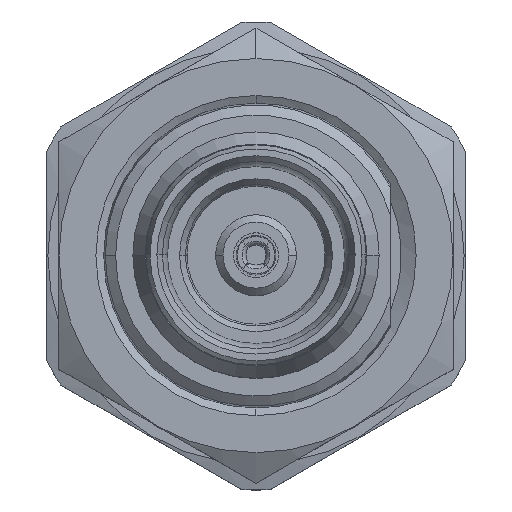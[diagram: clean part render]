
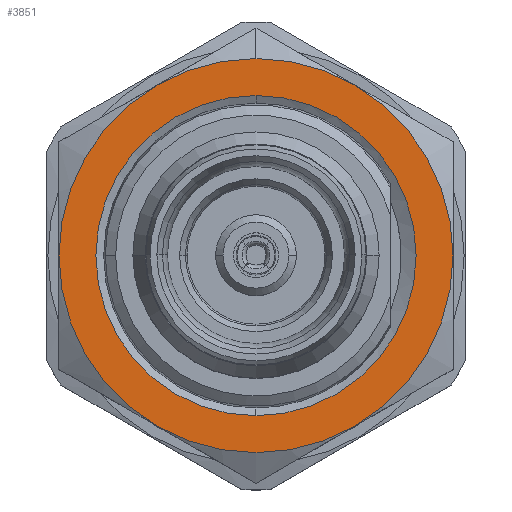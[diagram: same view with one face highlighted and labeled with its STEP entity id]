
A CAD part, top view. The second image highlights one B-rep face of the part: STEP entity #3851.
In plain terms, the highlighted planar face has unit normal (0, 0, 1).
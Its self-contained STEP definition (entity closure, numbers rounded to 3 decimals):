
#15 = AXIS2_PLACEMENT_3D ( 'NONE', #2848, #7808, #8017 ) ;
#34 = AXIS2_PLACEMENT_3D ( 'NONE', #2117, #8075, #4414 ) ;
#36 = CARTESIAN_POINT ( 'NONE',  ( 0., -6.5, -15.9 ) ) ;
#250 = DIRECTION ( 'NONE',  ( 0., -1., 0. ) ) ;
#305 = FACE_OUTER_BOUND ( 'NONE', #3570, .T. ) ;
#490 = DIRECTION ( 'NONE',  ( 0., -1., 0. ) ) ;
#931 = CARTESIAN_POINT ( 'NONE',  ( 0., 0., -15.9 ) ) ;
#1245 = VERTEX_POINT ( 'NONE', #8241 ) ;
#1319 = EDGE_CURVE ( 'NONE', #4028, #4673, #8619, .T. ) ;
#1352 = ORIENTED_EDGE ( 'NONE', *, *, #9245, .T. ) ;
#1462 = ORIENTED_EDGE ( 'NONE', *, *, #8469, .T. ) ;
#1537 = CARTESIAN_POINT ( 'NONE',  ( -4., 6.928, -15.9 ) ) ;
#1594 = AXIS2_PLACEMENT_3D ( 'NONE', #5288, #4393, #8260 ) ;
#1696 = CARTESIAN_POINT ( 'NONE',  ( 0., 0., -15.9 ) ) ;
#1790 = CIRCLE ( 'NONE', #3839, 6.5 ) ;
#1825 = CARTESIAN_POINT ( 'NONE',  ( -4., -6.928, -15.9 ) ) ;
#2117 = CARTESIAN_POINT ( 'NONE',  ( 0., 0., -15.9 ) ) ;
#2121 = VERTEX_POINT ( 'NONE', #1537 ) ;
#2299 = DIRECTION ( 'NONE',  ( 0., -1., 0. ) ) ;
#2848 = CARTESIAN_POINT ( 'NONE',  ( 0., 0., -15.9 ) ) ;
#2883 = EDGE_CURVE ( 'NONE', #5871, #1245, #8333, .T. ) ;
#2938 = CARTESIAN_POINT ( 'NONE',  ( 8., 0., -15.9 ) ) ;
#2950 = ORIENTED_EDGE ( 'NONE', *, *, #1319, .T. ) ;
#3075 = DIRECTION ( 'NONE',  ( 0., -1., 0. ) ) ;
#3368 = DIRECTION ( 'NONE',  ( 0., 0., -1. ) ) ;
#3460 = CARTESIAN_POINT ( 'NONE',  ( 4., 6.928, -15.9 ) ) ;
#3472 = EDGE_CURVE ( 'NONE', #9504, #5044, #4479, .T. ) ;
#3570 = EDGE_LOOP ( 'NONE', ( #5341, #2950, #1352, #7971, #1462, #9527, #8904 ) ) ;
#3651 = CARTESIAN_POINT ( 'NONE',  ( 0., 0., -15.9 ) ) ;
#3715 = CARTESIAN_POINT ( 'NONE',  ( 0., 6.5, -15.9 ) ) ;
#3839 = AXIS2_PLACEMENT_3D ( 'NONE', #6024, #7508, #2299 ) ;
#3851 = ADVANCED_FACE ( 'NONE', ( #4743, #305 ), #7697, .F. ) ;
#3947 = DIRECTION ( 'NONE',  ( 0., -1., 0. ) ) ;
#4028 = VERTEX_POINT ( 'NONE', #2938 ) ;
#4053 = DIRECTION ( 'NONE',  ( 0., 1., 0. ) ) ;
#4203 = EDGE_CURVE ( 'NONE', #5196, #5871, #9560, .T. ) ;
#4271 = CIRCLE ( 'NONE', #34, 8. ) ;
#4393 = DIRECTION ( 'NONE',  ( 0., 0., 1. ) ) ;
#4414 = DIRECTION ( 'NONE',  ( 0., -1., 0. ) ) ;
#4479 = CIRCLE ( 'NONE', #5415, 6.5 ) ;
#4486 = CIRCLE ( 'NONE', #8235, 8. ) ;
#4673 = VERTEX_POINT ( 'NONE', #3460 ) ;
#4743 = FACE_BOUND ( 'NONE', #4746, .T. ) ;
#4746 = EDGE_LOOP ( 'NONE', ( #4838, #4933 ) ) ;
#4838 = ORIENTED_EDGE ( 'NONE', *, *, #6788, .F. ) ;
#4933 = ORIENTED_EDGE ( 'NONE', *, *, #3472, .F. ) ;
#4954 = DIRECTION ( 'NONE',  ( 0., 0., 1. ) ) ;
#5044 = VERTEX_POINT ( 'NONE', #36 ) ;
#5196 = VERTEX_POINT ( 'NONE', #9139 ) ;
#5288 = CARTESIAN_POINT ( 'NONE',  ( 0., 0., -15.9 ) ) ;
#5341 = ORIENTED_EDGE ( 'NONE', *, *, #5947, .T. ) ;
#5415 = AXIS2_PLACEMENT_3D ( 'NONE', #1696, #7639, #250 ) ;
#5871 = VERTEX_POINT ( 'NONE', #1825 ) ;
#5947 = EDGE_CURVE ( 'NONE', #1245, #4028, #4271, .T. ) ;
#5983 = CIRCLE ( 'NONE', #1594, 8. ) ;
#6024 = CARTESIAN_POINT ( 'NONE',  ( 0., 0., -15.9 ) ) ;
#6256 = CIRCLE ( 'NONE', #7500, 8. ) ;
#6349 = CARTESIAN_POINT ( 'NONE',  ( 0., 8., -15.9 ) ) ;
#6468 = CARTESIAN_POINT ( 'NONE',  ( 0., 0., -15.9 ) ) ;
#6728 = DIRECTION ( 'NONE',  ( 0., 0., 1. ) ) ;
#6788 = EDGE_CURVE ( 'NONE', #5044, #9504, #1790, .T. ) ;
#7251 = VERTEX_POINT ( 'NONE', #6349 ) ;
#7335 = DIRECTION ( 'NONE',  ( 0., -1., 0. ) ) ;
#7500 = AXIS2_PLACEMENT_3D ( 'NONE', #6468, #4954, #7335 ) ;
#7508 = DIRECTION ( 'NONE',  ( 0., 0., 1. ) ) ;
#7628 = EDGE_CURVE ( 'NONE', #7251, #2121, #4486, .T. ) ;
#7639 = DIRECTION ( 'NONE',  ( 0., 0., 1. ) ) ;
#7697 = PLANE ( 'NONE',  #8835 ) ;
#7808 = DIRECTION ( 'NONE',  ( 0., 0., 1. ) ) ;
#7936 = DIRECTION ( 'NONE',  ( 0., 0., 1. ) ) ;
#7971 = ORIENTED_EDGE ( 'NONE', *, *, #7628, .T. ) ;
#8017 = DIRECTION ( 'NONE',  ( 0., -1., 0. ) ) ;
#8075 = DIRECTION ( 'NONE',  ( 0., 0., 1. ) ) ;
#8163 = AXIS2_PLACEMENT_3D ( 'NONE', #3651, #6728, #3075 ) ;
#8235 = AXIS2_PLACEMENT_3D ( 'NONE', #8732, #7936, #490 ) ;
#8241 = CARTESIAN_POINT ( 'NONE',  ( 4., -6.928, -15.9 ) ) ;
#8260 = DIRECTION ( 'NONE',  ( 0., -1., 0. ) ) ;
#8333 = CIRCLE ( 'NONE', #15, 8. ) ;
#8469 = EDGE_CURVE ( 'NONE', #2121, #5196, #6256, .T. ) ;
#8619 = CIRCLE ( 'NONE', #8163, 8. ) ;
#8732 = CARTESIAN_POINT ( 'NONE',  ( 0., 0., -15.9 ) ) ;
#8835 = AXIS2_PLACEMENT_3D ( 'NONE', #9216, #3368, #4053 ) ;
#8904 = ORIENTED_EDGE ( 'NONE', *, *, #2883, .T. ) ;
#9100 = AXIS2_PLACEMENT_3D ( 'NONE', #931, #9309, #3947 ) ;
#9139 = CARTESIAN_POINT ( 'NONE',  ( -8., 0., -15.9 ) ) ;
#9216 = CARTESIAN_POINT ( 'NONE',  ( 0., 8., -15.9 ) ) ;
#9245 = EDGE_CURVE ( 'NONE', #4673, #7251, #5983, .T. ) ;
#9309 = DIRECTION ( 'NONE',  ( 0., 0., 1. ) ) ;
#9504 = VERTEX_POINT ( 'NONE', #3715 ) ;
#9527 = ORIENTED_EDGE ( 'NONE', *, *, #4203, .T. ) ;
#9560 = CIRCLE ( 'NONE', #9100, 8. ) ;
